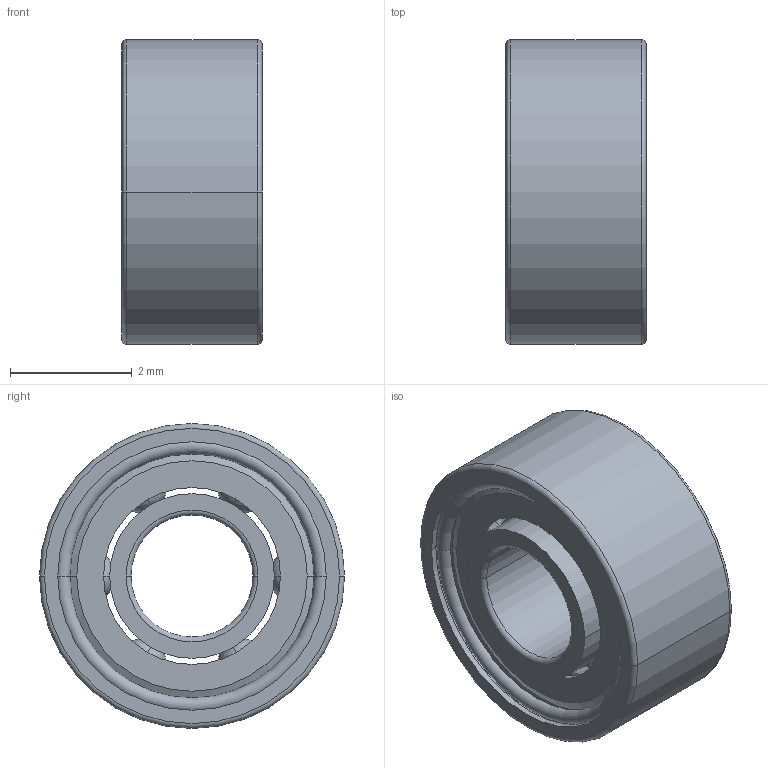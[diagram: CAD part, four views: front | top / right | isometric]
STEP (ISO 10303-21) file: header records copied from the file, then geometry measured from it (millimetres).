
FILE_DESCRIPTION(('STEP AP242'),'1');
FILE_NAME('682-2z.stp','2024-04-03T13:07:30',('TraceParts'),('TraceParts S.A.'),'Spatial InterOp 3D',' ',' ');
FILE_SCHEMA(('AP242_MANAGED_MODEL_BASED_3D_ENGINEERING_MIM_LF {1 0 10303 442 1 1 4}'));
Length unit declared in the file: millimetre
Products named in the file (1): 682-2z_1
Bounding box: 2.3 x 5 x 5 mm (x, y, z)
Volume: 25.5 mm3; surface area: 223 mm2
Topology: 12 solids, 12 shells, 232 faces, 676 edges, 400 vertices
Faces by surface type: torus 80, sphere 60, plane 40, cylinder 40, cone 12
Entity records: 13372 total; most frequent: CARTESIAN_POINT 3604, DIRECTION 1260, ORIENTED_EDGE 1208, STYLED_ITEM 686, PRESENTATION_STYLE_ASSIGNMENT 686, COLOUR_RGB 686, EDGE_CURVE 604, AXIS2_PLACEMENT_3D 604
